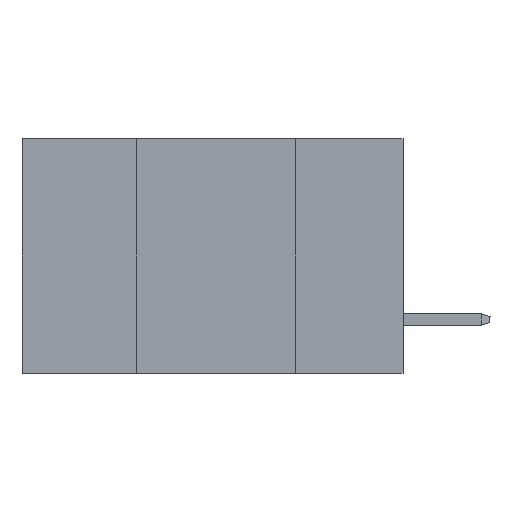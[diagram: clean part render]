
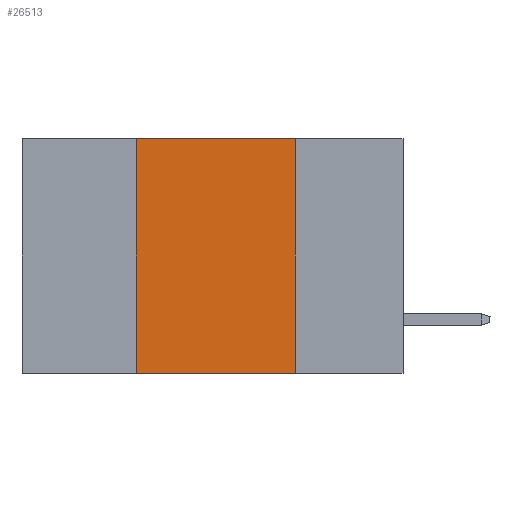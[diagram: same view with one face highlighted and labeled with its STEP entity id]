
A CAD part, left-side view. The second image highlights one B-rep face of the part: STEP entity #26513.
In plain terms, the highlighted planar face has unit normal (-1, 0, 0).
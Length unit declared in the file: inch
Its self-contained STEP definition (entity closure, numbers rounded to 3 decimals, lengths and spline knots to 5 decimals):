
#2321 = DIRECTION ( 'NONE',  ( 0., -1., 0. ) ) ;
#3420 = DIRECTION ( 'NONE',  ( 0., -1., 0. ) ) ;
#3935 = VECTOR ( 'NONE', #31859, 39.37008 ) ;
#4577 = VERTEX_POINT ( 'NONE', #31910 ) ;
#6385 = DIRECTION ( 'NONE',  ( 1., 0., 0. ) ) ;
#7409 = VECTOR ( 'NONE', #3420, 39.37008 ) ;
#8115 = CARTESIAN_POINT ( 'NONE',  ( 0., 0.6, -0.37 ) ) ;
#8266 = VECTOR ( 'NONE', #34132, 39.37008 ) ;
#8415 = LINE ( 'NONE', #20139, #3935 ) ;
#9658 = DIRECTION ( 'NONE',  ( 0., 0., -1. ) ) ;
#11413 = EDGE_LOOP ( 'NONE', ( #15811, #16431, #26192, #37151 ) ) ;
#13900 = LINE ( 'NONE', #8115, #22871 ) ;
#15631 = CARTESIAN_POINT ( 'NONE',  ( 0., 0.6, 0. ) ) ;
#15811 = ORIENTED_EDGE ( 'NONE', *, *, #36249, .F. ) ;
#16431 = ORIENTED_EDGE ( 'NONE', *, *, #32632, .F. ) ;
#17342 = VERTEX_POINT ( 'NONE', #18806 ) ;
#18806 = CARTESIAN_POINT ( 'NONE',  ( 0., 0.42, 0. ) ) ;
#18851 = AXIS2_PLACEMENT_3D ( 'NONE', #15631, #6385, #9658 ) ;
#20139 = CARTESIAN_POINT ( 'NONE',  ( 0., 0.17, 0. ) ) ;
#20950 = CARTESIAN_POINT ( 'NONE',  ( 0., 0.6, 0. ) ) ;
#22410 = CARTESIAN_POINT ( 'NONE',  ( 0., 0.42, 0. ) ) ;
#22871 = VECTOR ( 'NONE', #2321, 39.37008 ) ;
#26192 = ORIENTED_EDGE ( 'NONE', *, *, #36671, .F. ) ;
#26513 = ADVANCED_FACE ( 'NONE', ( #35959 ), #33317, .F. ) ;
#28071 = VERTEX_POINT ( 'NONE', #31939 ) ;
#31859 = DIRECTION ( 'NONE',  ( 0., 0., -1. ) ) ;
#31910 = CARTESIAN_POINT ( 'NONE',  ( 0., 0.17, 0. ) ) ;
#31939 = CARTESIAN_POINT ( 'NONE',  ( 0., 0.42, -0.37 ) ) ;
#32632 = EDGE_CURVE ( 'NONE', #17342, #4577, #32682, .T. ) ;
#32682 = LINE ( 'NONE', #20950, #7409 ) ;
#33317 = PLANE ( 'NONE',  #18851 ) ;
#34128 = EDGE_CURVE ( 'NONE', #28071, #34532, #13900, .T. ) ;
#34132 = DIRECTION ( 'NONE',  ( 0., 0., 1. ) ) ;
#34532 = VERTEX_POINT ( 'NONE', #35342 ) ;
#35342 = CARTESIAN_POINT ( 'NONE',  ( 0., 0.17, -0.37 ) ) ;
#35959 = FACE_OUTER_BOUND ( 'NONE', #11413, .T. ) ;
#36249 = EDGE_CURVE ( 'NONE', #4577, #34532, #8415, .T. ) ;
#36671 = EDGE_CURVE ( 'NONE', #28071, #17342, #36963, .T. ) ;
#36963 = LINE ( 'NONE', #22410, #8266 ) ;
#37151 = ORIENTED_EDGE ( 'NONE', *, *, #34128, .T. ) ;
